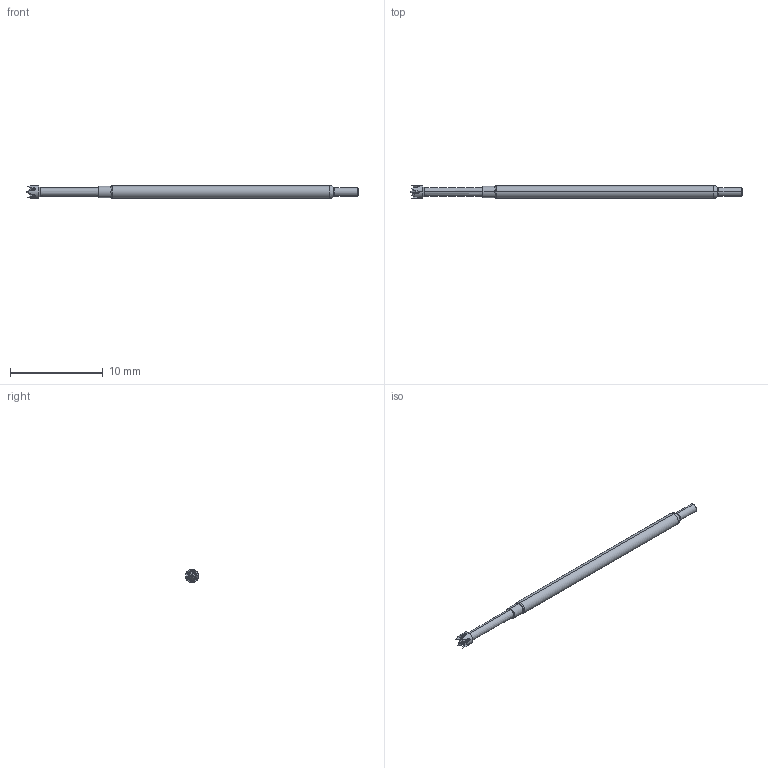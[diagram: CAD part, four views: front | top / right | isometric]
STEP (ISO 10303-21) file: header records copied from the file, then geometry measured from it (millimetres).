
FILE_DESCRIPTION (( 'STEP AP214' ), '1' );
FILE_NAME ('X75-2517.STEP', '2021-10-07T13:20:17', ( '' ), ( '' ), 'SwSTEP 2.0', 'SolidWorks 2020', '' );
FILE_SCHEMA (( 'AUTOMOTIVE_DESIGN' ));
Length unit declared in the file: inch
Products named in the file (1): X75-2517
Bounding box: 35.81 x 1.4 x 1.4 mm (x, y, z)
Volume: 44.3 mm3; surface area: 143.7 mm2
Topology: 1 solids, 1 shells, 155 faces, 434 edges, 282 vertices
Faces by surface type: bspline 126, cone 10, torus 8, cylinder 8, plane 3
Entity records: 25104 total; most frequent: CARTESIAN_POINT 21926, ORIENTED_EDGE 868, EDGE_CURVE 434, B_SPLINE_CURVE_WITH_KNOTS 380, VERTEX_POINT 282, EDGE_LOOP 156, FACE_OUTER_BOUND 155, ADVANCED_FACE 155
